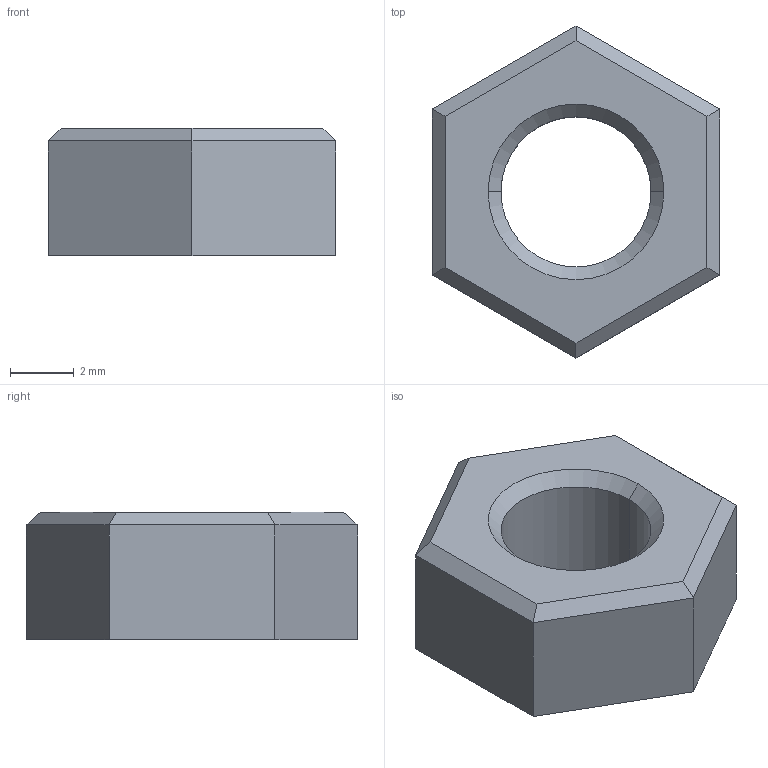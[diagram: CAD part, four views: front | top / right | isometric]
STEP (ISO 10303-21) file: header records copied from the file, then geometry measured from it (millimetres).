
FILE_DESCRIPTION (( 'STEP AP214' ), '1' );
FILE_NAME ('m3_foot_adapter.STEP', '2021-09-27T08:03:53', ( '' ), ( '' ), 'SwSTEP 2.0', 'SolidWorks 2021', '' );
FILE_SCHEMA (( 'AUTOMOTIVE_DESIGN' ));
Length unit declared in the file: millimetre
Products named in the file (1): m3_foot_adapter
Bounding box: 9 x 10.39 x 4 mm (x, y, z)
Volume: 207.5 mm3; surface area: 278.6 mm2
Topology: 1 solids, 1 shells, 18 faces, 40 edges, 24 vertices
Faces by surface type: plane 14, cone 2, cylinder 2
Entity records: 524 total; most frequent: DIRECTION 84, CARTESIAN_POINT 83, ORIENTED_EDGE 80, EDGE_CURVE 40, VECTOR 34, LINE 34, AXIS2_PLACEMENT_3D 25, VERTEX_POINT 24
